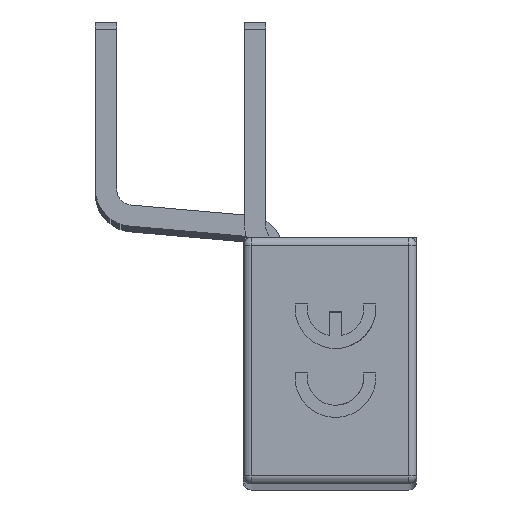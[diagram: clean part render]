
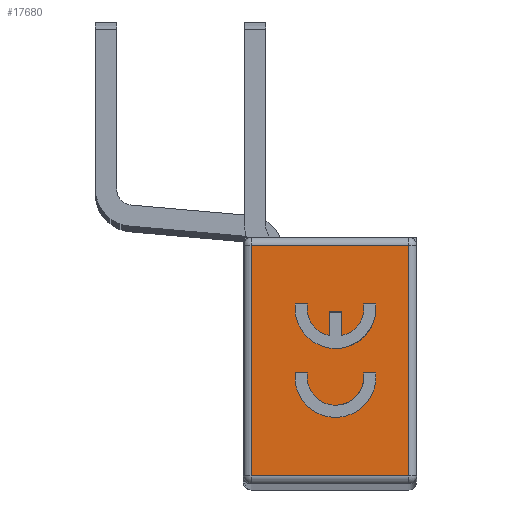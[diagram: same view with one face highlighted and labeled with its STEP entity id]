
A CAD part, top view. The second image highlights one B-rep face of the part: STEP entity #17680.
In plain terms, the highlighted planar face has unit normal (0, 0, 1).
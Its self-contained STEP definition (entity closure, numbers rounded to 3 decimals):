
#13763=DIRECTION('',(0.,1.,0.));
#13764=VECTOR('',#13763,14.2);
#13765=CARTESIAN_POINT('',(7.997,-5.192,215.));
#13766=LINE('',#13765,#13764);
#14695=DIRECTION('',(-1.,0.,0.));
#14696=VECTOR('',#14695,9.7);
#14697=CARTESIAN_POINT('',(7.997,9.008,215.));
#14698=LINE('',#14697,#14696);
#14709=DIRECTION('',(-1.,0.,0.));
#14710=VECTOR('',#14709,0.755);
#14711=CARTESIAN_POINT('',(1.765,1.158,215.));
#14712=LINE('',#14711,#14710);
#14716=CARTESIAN_POINT('',(3.497,0.908,215.));
#14717=DIRECTION('',(0.,0.,1.));
#14718=DIRECTION('',(-0.995,0.1,0.));
#14719=AXIS2_PLACEMENT_3D('',#14716,#14717,#14718);
#14724=CARTESIAN_POINT('',(3.497,0.908,215.));
#14725=DIRECTION('',(0.,0.,1.));
#14726=DIRECTION('',(0.995,-0.1,0.));
#14727=AXIS2_PLACEMENT_3D('',#14724,#14725,#14726);
#14732=DIRECTION('',(-1.,0.,0.));
#14733=VECTOR('',#14732,0.755);
#14734=CARTESIAN_POINT('',(5.985,1.158,215.));
#14735=LINE('',#14734,#14733);
#14739=CARTESIAN_POINT('',(3.497,0.908,215.));
#14740=DIRECTION('',(0.,0.,-1.));
#14741=DIRECTION('',(0.99,0.143,0.));
#14742=AXIS2_PLACEMENT_3D('',#14739,#14740,#14741);
#14747=CARTESIAN_POINT('',(3.497,0.908,215.));
#14748=DIRECTION('',(0.,0.,-1.));
#14749=DIRECTION('',(0.99,-0.143,0.));
#14750=AXIS2_PLACEMENT_3D('',#14747,#14748,#14749);
#14755=CARTESIAN_POINT('',(3.497,0.908,215.));
#14756=DIRECTION('',(0.,0.,-1.));
#14757=DIRECTION('',(0.,-1.,0.));
#14758=AXIS2_PLACEMENT_3D('',#14755,#14756,#14757);
#14763=DIRECTION('',(-1.,0.,0.));
#14764=VECTOR('',#14763,0.755);
#14765=CARTESIAN_POINT('',(1.765,5.408,215.));
#14766=LINE('',#14765,#14764);
#14770=CARTESIAN_POINT('',(3.497,5.158,215.));
#14771=DIRECTION('',(0.,0.,1.));
#14772=DIRECTION('',(-0.995,0.1,0.));
#14773=AXIS2_PLACEMENT_3D('',#14770,#14771,#14772);
#14778=CARTESIAN_POINT('',(3.497,5.158,215.));
#14779=DIRECTION('',(0.,0.,1.));
#14780=DIRECTION('',(0.,-1.,0.));
#14781=AXIS2_PLACEMENT_3D('',#14778,#14779,#14780);
#14786=CARTESIAN_POINT('',(3.497,5.158,215.));
#14787=DIRECTION('',(0.,0.,1.));
#14788=DIRECTION('',(0.995,-0.1,0.));
#14789=AXIS2_PLACEMENT_3D('',#14786,#14787,#14788);
#14794=DIRECTION('',(-1.,0.,0.));
#14795=VECTOR('',#14794,0.755);
#14796=CARTESIAN_POINT('',(5.985,5.408,215.));
#14797=LINE('',#14796,#14795);
#14801=CARTESIAN_POINT('',(3.497,5.158,215.));
#14802=DIRECTION('',(0.,0.,-1.));
#14803=DIRECTION('',(0.99,0.143,0.));
#14804=AXIS2_PLACEMENT_3D('',#14801,#14802,#14803);
#14809=DIRECTION('',(0.,1.,0.));
#14810=VECTOR('',#14809,1.459);
#14811=CARTESIAN_POINT('',(3.872,3.449,215.));
#14812=LINE('',#14811,#14810);
#14816=DIRECTION('',(-1.,0.,0.));
#14817=VECTOR('',#14816,0.75);
#14818=CARTESIAN_POINT('',(3.872,4.908,215.));
#14819=LINE('',#14818,#14817);
#14823=DIRECTION('',(0.,-1.,0.));
#14824=VECTOR('',#14823,1.459);
#14825=CARTESIAN_POINT('',(3.122,4.908,215.));
#14826=LINE('',#14825,#14824);
#14830=CARTESIAN_POINT('',(3.497,5.158,215.));
#14831=DIRECTION('',(0.,0.,-1.));
#14832=DIRECTION('',(-0.214,-0.977,0.));
#14833=AXIS2_PLACEMENT_3D('',#14830,#14831,#14832);
#14845=DIRECTION('',(0.,-1.,0.));
#14846=VECTOR('',#14845,14.2);
#14847=CARTESIAN_POINT('',(-1.703,9.008,215.));
#14848=LINE('',#14847,#14846);
#14907=DIRECTION('',(1.,0.,0.));
#14908=VECTOR('',#14907,9.7);
#14909=CARTESIAN_POINT('',(-1.703,-5.192,215.));
#14910=LINE('',#14909,#14908);
#16068=CARTESIAN_POINT('',(7.997,9.008,215.));
#16069=VERTEX_POINT('',#16068);
#16072=CARTESIAN_POINT('',(7.997,-5.192,215.));
#16074=VERTEX_POINT('',#16072);
#16227=CARTESIAN_POINT('',(-1.703,9.008,215.));
#16228=VERTEX_POINT('',#16227);
#16231=CARTESIAN_POINT('',(-1.703,-5.192,215.));
#16232=VERTEX_POINT('',#16231);
#16233=CARTESIAN_POINT('',(1.765,1.158,215.));
#16234=CARTESIAN_POINT('',(1.01,1.158,215.));
#16235=VERTEX_POINT('',#16233);
#16236=VERTEX_POINT('',#16234);
#16237=CARTESIAN_POINT('',(5.985,0.658,215.));
#16238=VERTEX_POINT('',#16237);
#16239=CARTESIAN_POINT('',(5.985,1.158,215.));
#16240=VERTEX_POINT('',#16239);
#16241=CARTESIAN_POINT('',(5.229,1.158,215.));
#16242=VERTEX_POINT('',#16241);
#16243=CARTESIAN_POINT('',(5.229,0.658,215.));
#16244=VERTEX_POINT('',#16243);
#16245=CARTESIAN_POINT('',(3.497,-0.842,215.));
#16246=VERTEX_POINT('',#16245);
#16247=CARTESIAN_POINT('',(1.765,5.408,215.));
#16248=CARTESIAN_POINT('',(1.01,5.408,215.));
#16249=VERTEX_POINT('',#16247);
#16250=VERTEX_POINT('',#16248);
#16251=CARTESIAN_POINT('',(3.497,2.658,215.));
#16252=VERTEX_POINT('',#16251);
#16253=CARTESIAN_POINT('',(5.985,4.908,215.));
#16254=VERTEX_POINT('',#16253);
#16255=CARTESIAN_POINT('',(5.985,5.408,215.));
#16256=VERTEX_POINT('',#16255);
#16257=CARTESIAN_POINT('',(5.229,5.408,215.));
#16258=VERTEX_POINT('',#16257);
#16259=CARTESIAN_POINT('',(3.872,3.449,215.));
#16260=VERTEX_POINT('',#16259);
#16261=CARTESIAN_POINT('',(3.872,4.908,215.));
#16262=VERTEX_POINT('',#16261);
#16263=CARTESIAN_POINT('',(3.122,4.908,215.));
#16264=VERTEX_POINT('',#16263);
#16265=CARTESIAN_POINT('',(3.122,3.449,215.));
#16266=VERTEX_POINT('',#16265);
#17629=CARTESIAN_POINT('',(-2.203,9.508,215.));
#17630=DIRECTION('',(0.,0.,1.));
#17631=DIRECTION('',(0.,-1.,0.));
#17632=AXIS2_PLACEMENT_3D('',#17629,#17630,#17631);
#17633=PLANE('',#17632);
#17635=ORIENTED_EDGE('',*,*,#17634,.F.);
#17636=ORIENTED_EDGE('',*,*,#17613,.F.);
#17637=ORIENTED_EDGE('',*,*,#16692,.F.);
#17639=ORIENTED_EDGE('',*,*,#17638,.F.);
#17640=EDGE_LOOP('',(#17635,#17636,#17637,#17639));
#17641=FACE_OUTER_BOUND('',#17640,.F.);
#17643=ORIENTED_EDGE('',*,*,#17642,.T.);
#17645=ORIENTED_EDGE('',*,*,#17644,.T.);
#17647=ORIENTED_EDGE('',*,*,#17646,.T.);
#17649=ORIENTED_EDGE('',*,*,#17648,.T.);
#17651=ORIENTED_EDGE('',*,*,#17650,.T.);
#17653=ORIENTED_EDGE('',*,*,#17652,.T.);
#17655=ORIENTED_EDGE('',*,*,#17654,.T.);
#17656=EDGE_LOOP('',(#17643,#17645,#17647,#17649,#17651,#17653,#17655));
#17657=FACE_BOUND('',#17656,.F.);
#17659=ORIENTED_EDGE('',*,*,#17658,.T.);
#17661=ORIENTED_EDGE('',*,*,#17660,.T.);
#17663=ORIENTED_EDGE('',*,*,#17662,.T.);
#17665=ORIENTED_EDGE('',*,*,#17664,.T.);
#17667=ORIENTED_EDGE('',*,*,#17666,.T.);
#17669=ORIENTED_EDGE('',*,*,#17668,.T.);
#17671=ORIENTED_EDGE('',*,*,#17670,.T.);
#17673=ORIENTED_EDGE('',*,*,#17672,.T.);
#17675=ORIENTED_EDGE('',*,*,#17674,.T.);
#17677=ORIENTED_EDGE('',*,*,#17676,.T.);
#17678=EDGE_LOOP('',(#17659,#17661,#17663,#17665,#17667,#17669,#17671,#17673,
#17675,#17677));
#17679=FACE_BOUND('',#17678,.F.);
#14720=CIRCLE('',#14719,2.5);
#14728=CIRCLE('',#14727,2.5);
#14743=CIRCLE('',#14742,1.75);
#14751=CIRCLE('',#14750,1.75);
#14759=CIRCLE('',#14758,1.75);
#14774=CIRCLE('',#14773,2.5);
#14782=CIRCLE('',#14781,2.5);
#14790=CIRCLE('',#14789,2.5);
#14805=CIRCLE('',#14804,1.75);
#14834=CIRCLE('',#14833,1.75);
#16692=EDGE_CURVE('',#16074,#16069,#13766,.T.);
#17613=EDGE_CURVE('',#16069,#16228,#14698,.T.);
#17634=EDGE_CURVE('',#16228,#16232,#14848,.T.);
#17638=EDGE_CURVE('',#16232,#16074,#14910,.T.);
#17642=EDGE_CURVE('',#16235,#16236,#14712,.T.);
#17644=EDGE_CURVE('',#16236,#16238,#14720,.T.);
#17646=EDGE_CURVE('',#16238,#16240,#14728,.T.);
#17648=EDGE_CURVE('',#16240,#16242,#14735,.T.);
#17650=EDGE_CURVE('',#16242,#16244,#14743,.T.);
#17652=EDGE_CURVE('',#16244,#16246,#14751,.T.);
#17654=EDGE_CURVE('',#16246,#16235,#14759,.T.);
#17658=EDGE_CURVE('',#16249,#16250,#14766,.T.);
#17660=EDGE_CURVE('',#16250,#16252,#14774,.T.);
#17662=EDGE_CURVE('',#16252,#16254,#14782,.T.);
#17664=EDGE_CURVE('',#16254,#16256,#14790,.T.);
#17666=EDGE_CURVE('',#16256,#16258,#14797,.T.);
#17668=EDGE_CURVE('',#16258,#16260,#14805,.T.);
#17670=EDGE_CURVE('',#16260,#16262,#14812,.T.);
#17672=EDGE_CURVE('',#16262,#16264,#14819,.T.);
#17674=EDGE_CURVE('',#16264,#16266,#14826,.T.);
#17676=EDGE_CURVE('',#16266,#16249,#14834,.T.);
#17680=ADVANCED_FACE('',(#17641,#17657,#17679),#17633,.T.);
